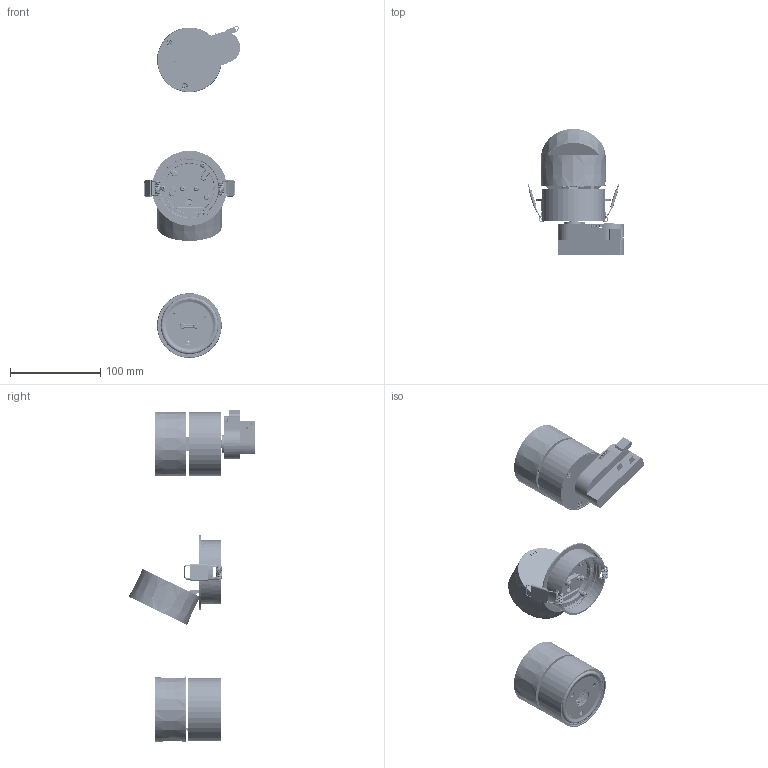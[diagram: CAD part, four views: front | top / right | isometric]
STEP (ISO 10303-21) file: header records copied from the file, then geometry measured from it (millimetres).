
FILE_DESCRIPTION (( 'STEP AP214' ), '1' );
FILE_NAME ('Q2-SU10炵蹈3D芞.STEP', '2022-08-24T07:15:01', ( 'user' ), ( '' ), 'SwSTEP 2.0', 'SolidWorks 2018', '' );
FILE_SCHEMA (( 'AUTOMOTIVE_DESIGN' ));
Length unit declared in the file: millimetre
Products named in the file (42): Q2-1002-綴裔; 7X4.2X1す菜え; EAG CS-15-350 SB-驱动; Q2-1001-ヶ欶樓瑚恮厙; Q2-RE1003; M3俋喘貌侗; 58X2瑚恮厙; M3X4埴芛坋趼蹟佪; M3X6埴芛囀鞠褒蹟佪; M3X6埴翐芛囀鞠褒; 揤盄諶; M3X5圆头十字螺丝（B机）; 45X18X8.5粟銅郪璃; ￠1.0X150安全线; 45X18X⊿8.5盄噤1.3粟銅; 6X3.2X3菜詢翐; 12X20热缩管; 7X3X1菜え; Q2-1003-醱遠; Q2-1001-縐銅; BXRV-DR-1830H-嫖埭盓殤; Q2-1001-柲階裔; HK-62X18-asm-E; 64X2胶圈; Q2-SU1001; Q2-1001-腑芠; CRE-CXA1507-30G-F4-NOY-000B4-嫖埭; Q2-1001-唅蛌菁啣; SL-CXA1507-HD-A-V2-20140816; Q2-TR1002; ACE-1001-唅蛌盓殤; 55X1.5胶圈; M10X10.祅晚埴芛挴奪; Q2-1001-腑极; M3X4埴芛囀鞠褒蹟佪.; M10X T2.0蹟譫; M4滅侂蹟譫; M3X8麥芛坋趼; Q2-SU10炵蹈3D芞; M4x22圆柱头内六角螺丝 ...
Assembly tree (84 placements, depth 4):
  Q2-SU10炵蹈3D芞
    Q2-SU1001
      Q2-1001-腑极
      ACE-1001-唅蛌盓殤
      Q2-1001-唅蛌菁啣
      Q2-1001-腑芠
      64X2胶圈
      Q2-1001-柲階裔
      Q2-1001-縐銅
      7X3X1菜え  x2
      6X3.2X3菜詢翐
      ￠1.0X150安全线  x2
      M3X5圆头十字螺丝（B机）  x2
      M3X6埴翐芛囀鞠褒
      M3X4埴芛坋趼蹟佪  x2
      M3俋喘貌侗
      Q2-1001-ヶ欶樓瑚恮厙
      7X4.2X1す菜え  x2
      M4 粟賡  x2
      M4x22圆柱头内六角螺丝
      M4滅侂蹟譫
      M3X4埴芛囀鞠褒蹟佪.
      55X1.5胶圈
      SL-CXA1507-HD-A-V2-20140816
      CRE-CXA1507-30G-F4-NOY-000B4-嫖埭
    Q2-RE1003
      CRE-CXA1507-30G-F4-NOY-000B4-嫖埭
      HK-62X18-asm-E
      Q2-1001-腑极
      BXRV-DR-1830H-嫖埭盓殤
      ACE-1001-唅蛌盓殤
      Q2-1001-唅蛌菁啣
      64X2胶圈
      Q2-1001-縐銅
      7X3X1菜え  x2
      6X3.2X3菜詢翐
      M3X5圆头十字螺丝（B机）  x2
      M3X6埴翐芛囀鞠褒
      Q2-1001-ヶ欶樓瑚恮厙
      Q2-1003-醱遠
      45X18X8.5粟銅郪璃  x2
        12X20热缩管
        45X18X⊿8.5盄噤1.3粟銅
      揤盄諶
      M3X6埴芛囀鞠褒蹟佪  x2
      58X2瑚恮厙
    Q2-TR1002
      CRE-CXA1507-30G-F4-NOY-000B4-嫖埭
      HK-62X18-asm-E
      Q2-1001-腑极
      BXRV-DR-1830H-嫖埭盓殤
      ACE-1001-唅蛌盓殤
      Q2-1001-唅蛌菁啣
      Q2-1001-腑芠
      64X2胶圈
      EAG CS-15-350 SB-驱动
      Q2-1001-縐銅
      7X3X1菜え  x2
      6X3.2X3菜詢翐
      ￠1.0X150安全线  x2
Bounding box: 106.73 x 140.18 x 367.6 mm (x, y, z)
Volume: 353310.8 mm3; surface area: 276418.6 mm2
Topology: 81 solids, 81 shells, 8690 faces, 22821 edges, 14358 vertices
Faces by surface type: plane 4042, bspline 1903, cylinder 1558, torus 591, cone 366, sphere 230
Entity records: 226518 total; most frequent: CARTESIAN_POINT 99512, ORIENTED_EDGE 27392, DIRECTION 21954, EDGE_CURVE 13696, VECTOR 8968, LINE 8968, VERTEX_POINT 8874, AXIS2_PLACEMENT_3D 6493
